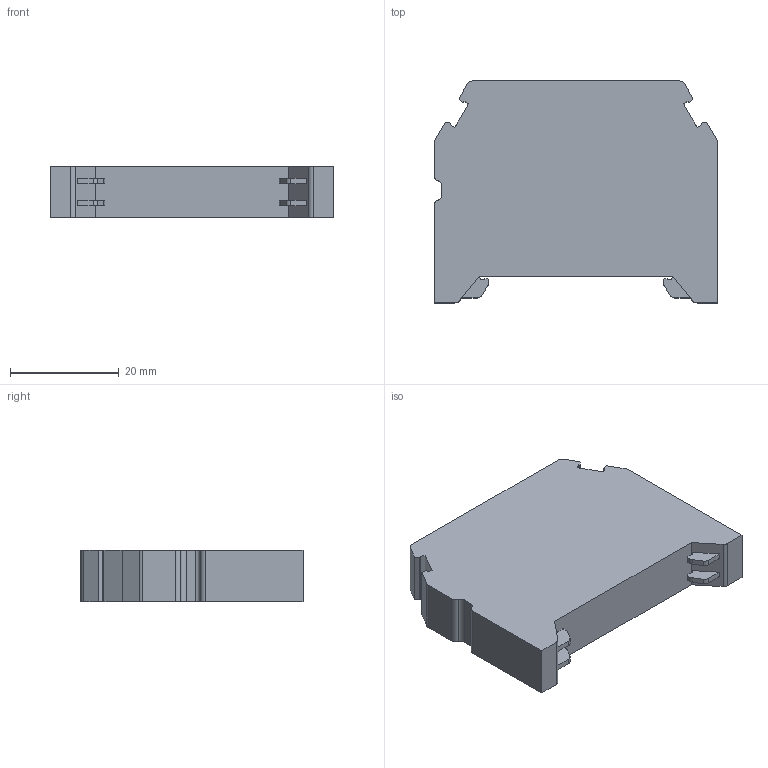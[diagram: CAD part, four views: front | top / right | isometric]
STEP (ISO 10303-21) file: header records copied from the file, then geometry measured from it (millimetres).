
FILE_DESCRIPTION (( 'STEP AP203' ), '1' );
FILE_NAME ('KN-EB7V0-10.step', '2025-04-29T14:02:32', ( '' ), ( '' ), 'SwSTEP 2.0', 'SolidWorks 2024', '' );
FILE_SCHEMA (( 'CONFIG_CONTROL_DESIGN' ));
Length unit declared in the file: millimetre
Products named in the file (1): KN-EB7V0-10
Bounding box: 52 x 40.77 x 9.5 mm (x, y, z)
Volume: 17417.5 mm3; surface area: 5580.1 mm2
Topology: 1 solids, 1 shells, 105 faces, 298 edges, 200 vertices
Faces by surface type: plane 59, cylinder 43, cone 2, bspline 1
Entity records: 3533 total; most frequent: CARTESIAN_POINT 635, ORIENTED_EDGE 596, DIRECTION 595, EDGE_CURVE 298, LINE 205, VECTOR 205, VERTEX_POINT 200, AXIS2_PLACEMENT_3D 195
